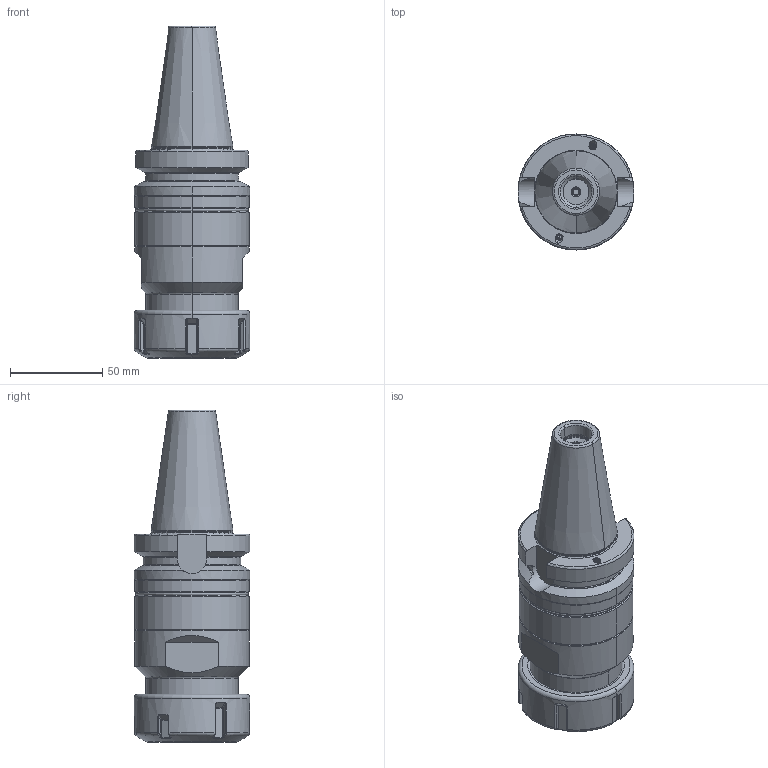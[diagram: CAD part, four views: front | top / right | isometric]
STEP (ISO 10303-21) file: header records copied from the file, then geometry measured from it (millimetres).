
FILE_DESCRIPTION((''),'2;1');
FILE_NAME('406_16_02_26','2020-11-10T',('103090'),(''),'CREO PARAMETRIC BY PTC INC, 2016260','CREO PARAMETRIC BY PTC INC, 2016260','');
FILE_SCHEMA(('CONFIG_CONTROL_DESIGN'));
Length unit declared in the file: millimetre
Products named in the file (1): 406_16_02_26
Bounding box: 63 x 63 x 180.4 mm (x, y, z)
Volume: 309108.4 mm3; surface area: 50850.6 mm2
Topology: 2 solids, 3 shells, 357 faces, 831 edges, 498 vertices
Faces by surface type: plane 96, cylinder 88, bspline 58, torus 53, cone 50, sphere 12
Entity records: 13092 total; most frequent: CARTESIAN_POINT 5357, ORIENTED_EDGE 1662, DIRECTION 1496, EDGE_CURVE 831, AXIS2_PLACEMENT_3D 599, VERTEX_POINT 498, EDGE_LOOP 379, FACE_OUTER_BOUND 357
